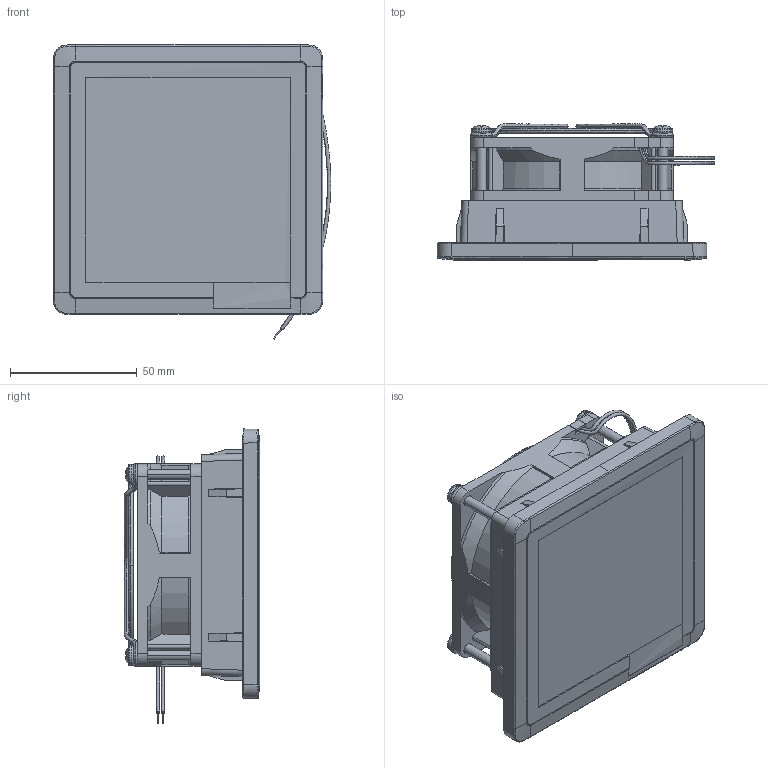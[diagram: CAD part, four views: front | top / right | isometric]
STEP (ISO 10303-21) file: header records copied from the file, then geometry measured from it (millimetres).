
FILE_DESCRIPTION (( 'STEP AP214' ), '1' );
FILE_NAME ('FF08D24UN.STEP', '2022-03-01T18:06:54', ( '' ), ( '' ), 'SwSTEP 2.0', 'SolidWorks 2021', '' );
FILE_SCHEMA (( 'AUTOMOTIVE_DESIGN' ));
Length unit declared in the file: inch
Products named in the file (1): FF08D24UN
Bounding box: 109.6 x 53.62 x 116.13 mm (x, y, z)
Volume: 338244.5 mm3; surface area: 50911.2 mm2
Topology: 12 solids, 12 shells, 473 faces, 1262 edges, 818 vertices
Faces by surface type: plane 214, bspline 91, cylinder 79, cone 61, torus 20, sphere 8
Entity records: 26648 total; most frequent: CARTESIAN_POINT 15406, ORIENTED_EDGE 2524, DIRECTION 2042, EDGE_CURVE 1262, VERTEX_POINT 818, AXIS2_PLACEMENT_3D 741, LINE 560, VECTOR 560
